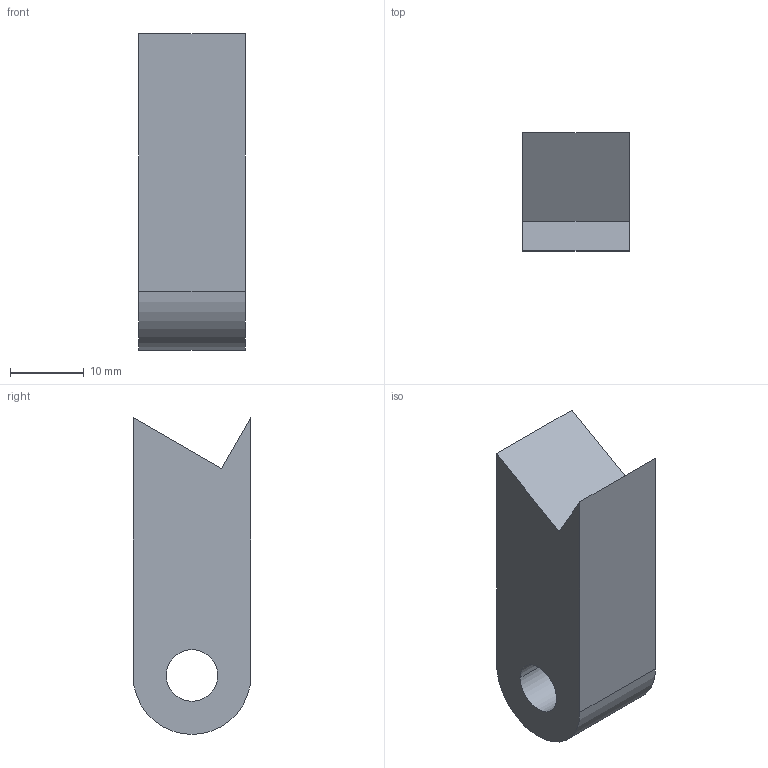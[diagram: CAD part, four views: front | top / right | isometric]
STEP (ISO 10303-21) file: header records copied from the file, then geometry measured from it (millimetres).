
FILE_DESCRIPTION((''),'2;1');
FILE_NAME('FYBUFPR013_007','2025-05-26T20:40:37',('t-gamer'),(''),'CREO PARAMETRIC BY PTC INC, 2024063','CREO PARAMETRIC BY PTC INC, 2024063','');
FILE_SCHEMA(('CONFIG_CONTROL_DESIGN'));
Length unit declared in the file: millimetre
Products named in the file (1): FYBUFPR013_007
Bounding box: 14.5 x 16 x 43 mm (x, y, z)
Volume: 8216 mm3; surface area: 3148.5 mm2
Topology: 1 solids, 1 shells, 9 faces, 21 edges, 14 vertices
Faces by surface type: plane 6, cylinder 3
Entity records: 303 total; most frequent: DIRECTION 45, CARTESIAN_POINT 44, ORIENTED_EDGE 42, EDGE_CURVE 21, AXIS2_PLACEMENT_3D 15, VECTOR 15, LINE 15, VERTEX_POINT 14
